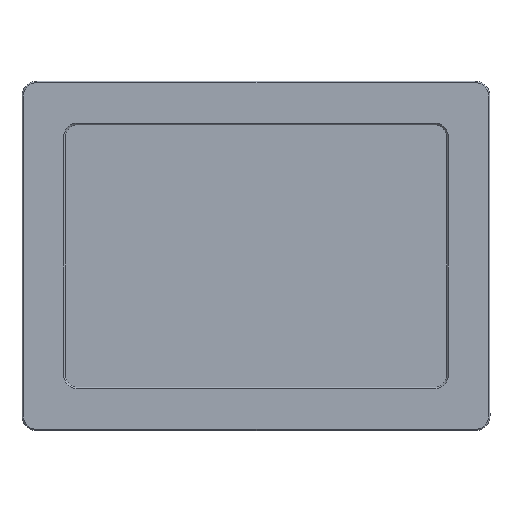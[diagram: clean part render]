
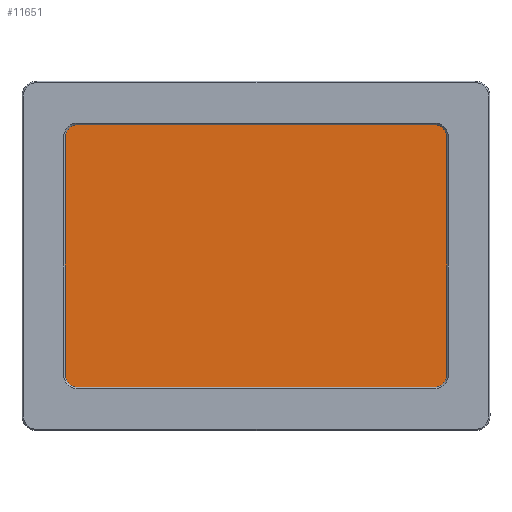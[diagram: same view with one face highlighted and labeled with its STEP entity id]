
A CAD part, top view. The second image highlights one B-rep face of the part: STEP entity #11651.
In plain terms, the highlighted planar face has unit normal (0, 0, 1).
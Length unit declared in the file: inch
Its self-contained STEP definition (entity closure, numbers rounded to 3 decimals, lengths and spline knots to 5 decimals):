
#984=CIRCLE('',#12113,0.30339);
#985=CIRCLE('',#12116,0.30339);
#1044=CIRCLE('',#12498,0.30339);
#1045=CIRCLE('',#12501,0.30339);
#1646=FACE_OUTER_BOUND('',#2315,.T.);
#2315=EDGE_LOOP('',(#10582,#10583,#10584,#10585,#10586,#10587,#10588,#10589));
#3004=LINE('',#17737,#4227);
#3007=LINE('',#17745,#4230);
#3626=LINE('',#19124,#4849);
#3629=LINE('',#19131,#4852);
#4227=VECTOR('',#13997,0.3937);
#4230=VECTOR('',#14006,0.3937);
#4849=VECTOR('',#15389,0.3937);
#4852=VECTOR('',#15398,0.3937);
#5508=VERTEX_POINT('',#17730);
#5509=VERTEX_POINT('',#17731);
#5510=VERTEX_POINT('',#17736);
#5511=VERTEX_POINT('',#17740);
#5512=VERTEX_POINT('',#17744);
#5886=VERTEX_POINT('',#19119);
#5887=VERTEX_POINT('',#19123);
#5888=VERTEX_POINT('',#19127);
#6765=EDGE_CURVE('',#5508,#5509,#984,.T.);
#6768=EDGE_CURVE('',#5510,#5508,#3004,.T.);
#6770=EDGE_CURVE('',#5511,#5510,#985,.T.);
#6772=EDGE_CURVE('',#5512,#5511,#3007,.T.);
#7449=EDGE_CURVE('',#5886,#5512,#1044,.T.);
#7451=EDGE_CURVE('',#5887,#5886,#3626,.T.);
#7453=EDGE_CURVE('',#5888,#5887,#1045,.T.);
#7455=EDGE_CURVE('',#5509,#5888,#3629,.T.);
#10582=ORIENTED_EDGE('',*,*,#6772,.F.);
#10583=ORIENTED_EDGE('',*,*,#7449,.F.);
#10584=ORIENTED_EDGE('',*,*,#7451,.F.);
#10585=ORIENTED_EDGE('',*,*,#7453,.F.);
#10586=ORIENTED_EDGE('',*,*,#7455,.F.);
#10587=ORIENTED_EDGE('',*,*,#6765,.F.);
#10588=ORIENTED_EDGE('',*,*,#6768,.F.);
#10589=ORIENTED_EDGE('',*,*,#6770,.F.);
#11050=PLANE('',#12529);
#11651=ADVANCED_FACE('',(#1646),#11050,.T.);
#12113=AXIS2_PLACEMENT_3D('',#17732,#13991,#13992);
#12116=AXIS2_PLACEMENT_3D('',#17741,#14001,#14002);
#12498=AXIS2_PLACEMENT_3D('',#19120,#15384,#15385);
#12501=AXIS2_PLACEMENT_3D('',#19128,#15393,#15394);
#12529=AXIS2_PLACEMENT_3D('',#19158,#15451,#15452);
#13991=DIRECTION('center_axis',(0.,0.,
-1.));
#13992=DIRECTION('ref_axis',(1.,0.,0.));
#13997=DIRECTION('',(-1.,0.,0.));
#14001=DIRECTION('center_axis',(0.,0.,
-1.));
#14002=DIRECTION('ref_axis',(0.,1.,0.));
#14006=DIRECTION('',(0.,-1.,0.));
#15384=DIRECTION('center_axis',(0.,0.,
-1.));
#15385=DIRECTION('ref_axis',(-1.,0.,0.));
#15389=DIRECTION('',(1.,0.,0.));
#15393=DIRECTION('center_axis',(0.,0.,
-1.));
#15394=DIRECTION('ref_axis',(0.,-1.,0.));
#15398=DIRECTION('',(0.,1.,0.));
#15451=DIRECTION('center_axis',(0.,0.,
1.));
#15452=DIRECTION('ref_axis',(1.,0.,0.));
#17730=CARTESIAN_POINT('',(7.55151,1.09937,0.60028));
#17731=CARTESIAN_POINT('',(7.24812,1.40276,0.60028));
#17732=CARTESIAN_POINT('Origin',(7.55151,1.40276,0.60028));
#17736=CARTESIAN_POINT('',(16.61175,1.09937,0.60028));
#17737=CARTESIAN_POINT('',(14.33859,1.09937,0.60028));
#17740=CARTESIAN_POINT('',(16.91513,1.40276,0.60028));
#17741=CARTESIAN_POINT('Origin',(16.61175,1.40276,0.60028));
#17744=CARTESIAN_POINT('',(16.91513,7.45079,0.60028));
#17745=CARTESIAN_POINT('',(16.91513,5.92903,0.60028));
#19119=CARTESIAN_POINT('',(16.61175,7.75417,0.60028));
#19120=CARTESIAN_POINT('Origin',(16.61175,7.45079,0.60028));
#19123=CARTESIAN_POINT('',(7.55151,7.75417,0.60028));
#19124=CARTESIAN_POINT('',(9.80847,7.75417,0.60028));
#19127=CARTESIAN_POINT('',(7.24812,7.45079,0.60028));
#19128=CARTESIAN_POINT('Origin',(7.55151,7.45079,0.60028));
#19131=CARTESIAN_POINT('',(7.24812,2.90501,0.60028));
#19158=CARTESIAN_POINT('Origin',(12.06544,4.40727,0.60028));
